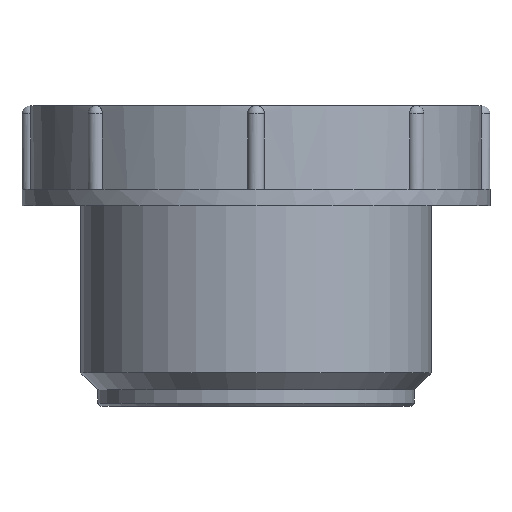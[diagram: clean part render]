
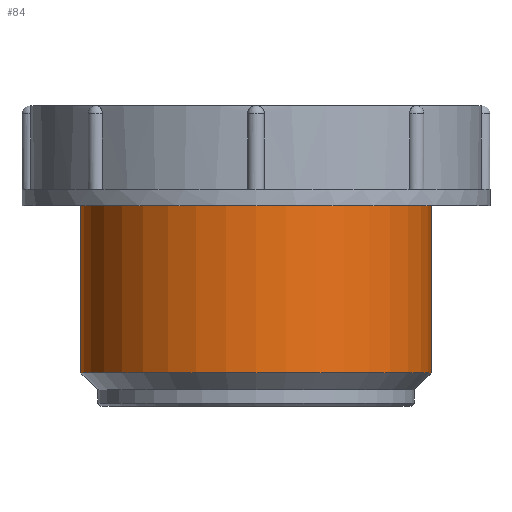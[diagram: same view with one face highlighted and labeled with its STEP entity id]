
A CAD part, front view. The second image highlights one B-rep face of the part: STEP entity #84.
In plain terms, the highlighted cylindrical face has radius 10.477 mm (diameter 20.955 mm), a full revolution.
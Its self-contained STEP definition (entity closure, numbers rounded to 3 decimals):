
#84 = ADVANCED_FACE( '', ( #210, #211 ), #212, .T. );
#210 = FACE_OUTER_BOUND( '', #383, .T. );
#211 = FACE_OUTER_BOUND( '', #384, .T. );
#212 = CYLINDRICAL_SURFACE( '', #385, 10.478 );
#383 = EDGE_LOOP( '', ( #569 ) );
#384 = EDGE_LOOP( '', ( #570 ) );
#385 = AXIS2_PLACEMENT_3D( '', #571, #572, #573 );
#569 = ORIENTED_EDGE( '', *, *, #991, .T. );
#570 = ORIENTED_EDGE( '', *, *, #992, .F. );
#571 = CARTESIAN_POINT( '', ( 0., 0., 57.15 ) );
#572 = DIRECTION( '', ( 0., 0., -1. ) );
#573 = DIRECTION( '', ( 1., 0., 0. ) );
#991 = EDGE_CURVE( '', #1172, #1172, #1173, .T. );
#992 = EDGE_CURVE( '', #1174, #1174, #1175, .T. );
#1172 = VERTEX_POINT( '', #1430 );
#1173 = CIRCLE( '', #1431, 10.478 );
#1174 = VERTEX_POINT( '', #1432 );
#1175 = CIRCLE( '', #1433, 10.478 );
#1430 = CARTESIAN_POINT( '', ( 10.478, 0., -9.998 ) );
#1431 = AXIS2_PLACEMENT_3D( '', #1745, #1746, #1747 );
#1432 = CARTESIAN_POINT( '', ( 10.478, 0., 0. ) );
#1433 = AXIS2_PLACEMENT_3D( '', #1748, #1749, #1750 );
#1745 = CARTESIAN_POINT( '', ( 0., 0., -9.998 ) );
#1746 = DIRECTION( '', ( 0., 0., 1. ) );
#1747 = DIRECTION( '', ( 1., 0., 0. ) );
#1748 = CARTESIAN_POINT( '', ( 0., 0., 0. ) );
#1749 = DIRECTION( '', ( 0., 0., 1. ) );
#1750 = DIRECTION( '', ( 1., 0., 0. ) );
